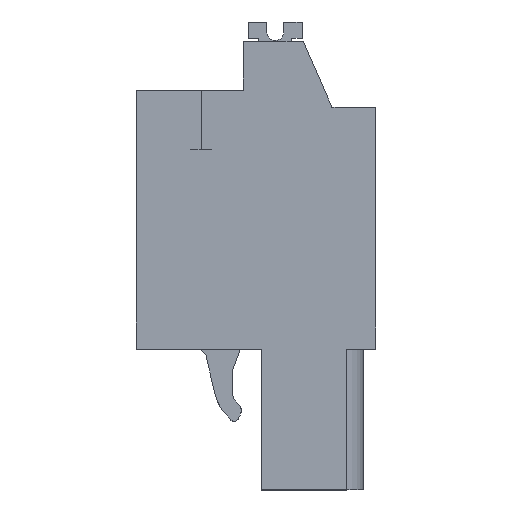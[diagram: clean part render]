
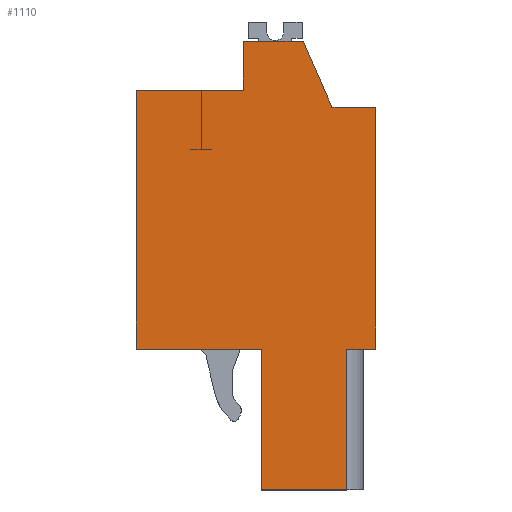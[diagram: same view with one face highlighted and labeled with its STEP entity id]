
A CAD part, left-side view. The second image highlights one B-rep face of the part: STEP entity #1110.
In plain terms, the highlighted planar face has unit normal (-1, 0, 0).
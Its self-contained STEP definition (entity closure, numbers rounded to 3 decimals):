
#1026=AXIS2_PLACEMENT_3D('Plane Axis2P3D',#1023,#1024,#1025) ;
#42=CARTESIAN_POINT('Vertex',(0.,7.85,26.59)) ;
#45=CARTESIAN_POINT('Line Origine',(0.,6.075,26.59)) ;
#49=CARTESIAN_POINT('Vertex',(0.,4.3,26.59)) ;
#867=CARTESIAN_POINT('Vertex',(0.,7.85,23.69)) ;
#870=CARTESIAN_POINT('Line Origine',(0.,7.85,25.14)) ;
#1023=CARTESIAN_POINT('Axis2P3D Location',(0.,6.8,8.35)) ;
#1028=CARTESIAN_POINT('Line Origine',(0.,1.725,4.175)) ;
#1032=CARTESIAN_POINT('Vertex',(0.,1.725,8.35)) ;
#1034=CARTESIAN_POINT('Vertex',(0.,1.725,0.)) ;
#1037=CARTESIAN_POINT('Line Origine',(0.,0.862,8.35)) ;
#1041=CARTESIAN_POINT('Vertex',(0.,0.,8.35)) ;
#1044=CARTESIAN_POINT('Line Origine',(0.,0.,15.52)) ;
#1048=CARTESIAN_POINT('Vertex',(0.,0.,22.69)) ;
#1051=CARTESIAN_POINT('Line Origine',(0.,1.3,22.69)) ;
#1055=CARTESIAN_POINT('Vertex',(0.,2.6,22.69)) ;
#1058=CARTESIAN_POINT('Line Origine',(0.,3.45,24.64)) ;
#1063=CARTESIAN_POINT('Line Origine',(0.,11.025,23.69)) ;
#1067=CARTESIAN_POINT('Vertex',(0.,14.2,23.69)) ;
#1070=CARTESIAN_POINT('Line Origine',(0.,14.2,16.02)) ;
#1074=CARTESIAN_POINT('Vertex',(0.,14.2,8.35)) ;
#1077=CARTESIAN_POINT('Line Origine',(0.,10.485,8.35)) ;
#1081=CARTESIAN_POINT('Vertex',(0.,6.771,8.35)) ;
#1084=CARTESIAN_POINT('Line Origine',(0.,6.771,4.175)) ;
#1088=CARTESIAN_POINT('Vertex',(0.,6.771,0.)) ;
#1091=CARTESIAN_POINT('Line Origine',(0.,4.248,0.)) ;
#46=DIRECTION('Vector Direction',(0.,1.,0.)) ;
#871=DIRECTION('Vector Direction',(0.,0.,-1.)) ;
#1024=DIRECTION('Axis2P3D Direction',(1.,0.,0.)) ;
#1025=DIRECTION('Axis2P3D XDirection',(0.,1.,0.)) ;
#1029=DIRECTION('Vector Direction',(0.,0.,-1.)) ;
#1038=DIRECTION('Vector Direction',(0.,-1.,0.)) ;
#1045=DIRECTION('Vector Direction',(0.,0.,-1.)) ;
#1052=DIRECTION('Vector Direction',(0.,1.,0.)) ;
#1059=DIRECTION('Vector Direction',(0.,0.4,0.917)) ;
#1064=DIRECTION('Vector Direction',(0.,1.,0.)) ;
#1071=DIRECTION('Vector Direction',(0.,0.,1.)) ;
#1078=DIRECTION('Vector Direction',(0.,1.,0.)) ;
#1085=DIRECTION('Vector Direction',(0.,0.,-1.)) ;
#1092=DIRECTION('Vector Direction',(0.,1.,0.)) ;
#47=VECTOR('Line Direction',#46,1.) ;
#872=VECTOR('Line Direction',#871,1.) ;
#1030=VECTOR('Line Direction',#1029,1.) ;
#1039=VECTOR('Line Direction',#1038,1.) ;
#1046=VECTOR('Line Direction',#1045,1.) ;
#1053=VECTOR('Line Direction',#1052,1.) ;
#1060=VECTOR('Line Direction',#1059,1.) ;
#1065=VECTOR('Line Direction',#1064,1.) ;
#1072=VECTOR('Line Direction',#1071,1.) ;
#1079=VECTOR('Line Direction',#1078,1.) ;
#1086=VECTOR('Line Direction',#1085,1.) ;
#1093=VECTOR('Line Direction',#1092,1.) ;
#1097=ORIENTED_EDGE('',*,*,#1036,.F.) ;
#1098=ORIENTED_EDGE('',*,*,#1043,.F.) ;
#1099=ORIENTED_EDGE('',*,*,#1050,.F.) ;
#1100=ORIENTED_EDGE('',*,*,#1057,.T.) ;
#1101=ORIENTED_EDGE('',*,*,#1062,.T.) ;
#1102=ORIENTED_EDGE('',*,*,#51,.T.) ;
#1103=ORIENTED_EDGE('',*,*,#874,.T.) ;
#1104=ORIENTED_EDGE('',*,*,#1069,.T.) ;
#1105=ORIENTED_EDGE('',*,*,#1076,.F.) ;
#1106=ORIENTED_EDGE('',*,*,#1083,.F.) ;
#1107=ORIENTED_EDGE('',*,*,#1090,.T.) ;
#1108=ORIENTED_EDGE('',*,*,#1095,.F.) ;
#1110=ADVANCED_FACE('HOUSING',(#1109),#1027,.F.) ;
#51=EDGE_CURVE('',#50,#43,#48,.T.) ;
#874=EDGE_CURVE('',#43,#868,#873,.T.) ;
#1036=EDGE_CURVE('',#1033,#1035,#1031,.T.) ;
#1043=EDGE_CURVE('',#1042,#1033,#1040,.F.) ;
#1050=EDGE_CURVE('',#1049,#1042,#1047,.T.) ;
#1057=EDGE_CURVE('',#1049,#1056,#1054,.T.) ;
#1062=EDGE_CURVE('',#1056,#50,#1061,.T.) ;
#1069=EDGE_CURVE('',#868,#1068,#1066,.T.) ;
#1076=EDGE_CURVE('',#1075,#1068,#1073,.T.) ;
#1083=EDGE_CURVE('',#1082,#1075,#1080,.T.) ;
#1090=EDGE_CURVE('',#1082,#1089,#1087,.T.) ;
#1095=EDGE_CURVE('',#1035,#1089,#1094,.T.) ;
#1096=EDGE_LOOP('',(#1097,#1098,#1099,#1100,#1101,#1102,#1103,#1104,#1105,#1106,#1107,#1108)) ;
#1109=FACE_OUTER_BOUND('',#1096,.T.) ;
#48=LINE('Line',#45,#47) ;
#873=LINE('Line',#870,#872) ;
#1031=LINE('Line',#1028,#1030) ;
#1040=LINE('Line',#1037,#1039) ;
#1047=LINE('Line',#1044,#1046) ;
#1054=LINE('Line',#1051,#1053) ;
#1061=LINE('Line',#1058,#1060) ;
#1066=LINE('Line',#1063,#1065) ;
#1073=LINE('Line',#1070,#1072) ;
#1080=LINE('Line',#1077,#1079) ;
#1087=LINE('Line',#1084,#1086) ;
#1094=LINE('Line',#1091,#1093) ;
#1027=PLANE('',#1026) ;
#43=VERTEX_POINT('',#42) ;
#50=VERTEX_POINT('',#49) ;
#868=VERTEX_POINT('',#867) ;
#1033=VERTEX_POINT('',#1032) ;
#1035=VERTEX_POINT('',#1034) ;
#1042=VERTEX_POINT('',#1041) ;
#1049=VERTEX_POINT('',#1048) ;
#1056=VERTEX_POINT('',#1055) ;
#1068=VERTEX_POINT('',#1067) ;
#1075=VERTEX_POINT('',#1074) ;
#1082=VERTEX_POINT('',#1081) ;
#1089=VERTEX_POINT('',#1088) ;
